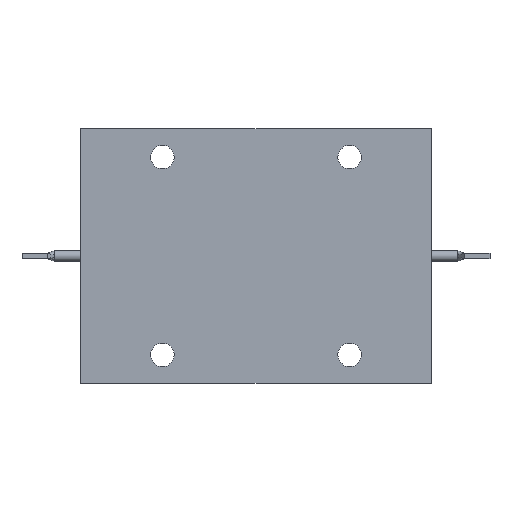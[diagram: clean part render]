
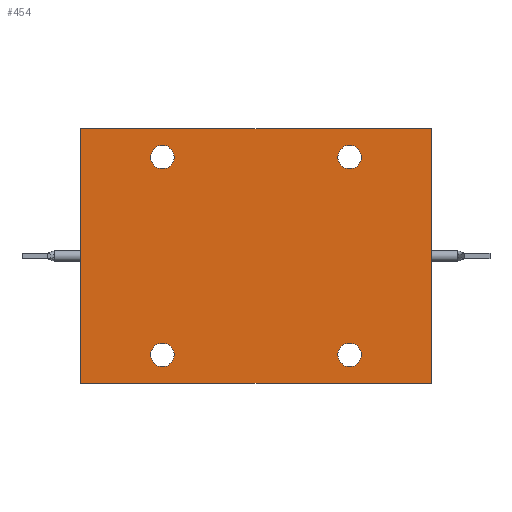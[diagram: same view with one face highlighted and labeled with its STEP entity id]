
A CAD part, front view. The second image highlights one B-rep face of the part: STEP entity #454.
In plain terms, the highlighted planar face has unit normal (0, -1, 0).
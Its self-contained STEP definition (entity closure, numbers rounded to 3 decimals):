
#5 = LINE ( 'NONE', #2414, #3924 ) ;
#20 = ORIENTED_EDGE ( 'NONE', *, *, #3724, .F. ) ;
#60 = DIRECTION ( 'NONE',  ( 0., 0., -1. ) ) ;
#68 = CARTESIAN_POINT ( 'NONE',  ( 17.5, 0., -18.5 ) ) ;
#71 = VERTEX_POINT ( 'NONE', #2106 ) ;
#85 = DIRECTION ( 'NONE',  ( 0., -1., 0. ) ) ;
#87 = DIRECTION ( 'NONE',  ( 0., -1., 0. ) ) ;
#105 = CARTESIAN_POINT ( 'NONE',  ( 17.5, 0., 18.5 ) ) ;
#119 = EDGE_CURVE ( 'NONE', #1721, #3251, #1788, .T. ) ;
#168 = FACE_BOUND ( 'NONE', #2657, .T. ) ;
#178 = DIRECTION ( 'NONE',  ( 0., 0., 1. ) ) ;
#190 = CARTESIAN_POINT ( 'NONE',  ( -32.75, 0., 0. ) ) ;
#201 = FACE_BOUND ( 'NONE', #2689, .T. ) ;
#289 = VERTEX_POINT ( 'NONE', #2845 ) ;
#298 = ORIENTED_EDGE ( 'NONE', *, *, #3333, .F. ) ;
#344 = CIRCLE ( 'NONE', #1168, 2.2 ) ;
#354 = DIRECTION ( 'NONE',  ( 0., -1., 0. ) ) ;
#365 = EDGE_CURVE ( 'NONE', #608, #71, #827, .T. ) ;
#379 = CARTESIAN_POINT ( 'NONE',  ( -17.5, 0., 18.5 ) ) ;
#382 = DIRECTION ( 'NONE',  ( 0., -1., 0. ) ) ;
#454 = ADVANCED_FACE ( 'NONE', ( #3828, #201, #2898, #168, #1413 ), #2636, .T. ) ;
#573 = CARTESIAN_POINT ( 'NONE',  ( -17.5, 0., 18.5 ) ) ;
#590 = CARTESIAN_POINT ( 'NONE',  ( -17.5, 0., -18.5 ) ) ;
#593 = CIRCLE ( 'NONE', #1489, 2.2 ) ;
#608 = VERTEX_POINT ( 'NONE', #3782 ) ;
#681 = EDGE_CURVE ( 'NONE', #3251, #1721, #835, .T. ) ;
#693 = ORIENTED_EDGE ( 'NONE', *, *, #3012, .F. ) ;
#711 = EDGE_LOOP ( 'NONE', ( #693, #298 ) ) ;
#787 = CIRCLE ( 'NONE', #1676, 2.2 ) ;
#827 = LINE ( 'NONE', #1990, #2439 ) ;
#835 = CIRCLE ( 'NONE', #3733, 2.2 ) ;
#839 = CARTESIAN_POINT ( 'NONE',  ( 17.5, 0., 20.7 ) ) ;
#880 = VERTEX_POINT ( 'NONE', #839 ) ;
#911 = EDGE_CURVE ( 'NONE', #71, #3183, #2688, .T. ) ;
#1001 = VERTEX_POINT ( 'NONE', #2532 ) ;
#1076 = DIRECTION ( 'NONE',  ( 0., -1., 0. ) ) ;
#1077 = VERTEX_POINT ( 'NONE', #1951 ) ;
#1110 = VERTEX_POINT ( 'NONE', #3480 ) ;
#1160 = VECTOR ( 'NONE', #3262, 1000. ) ;
#1168 = AXIS2_PLACEMENT_3D ( 'NONE', #3732, #382, #2826 ) ;
#1235 = ORIENTED_EDGE ( 'NONE', *, *, #2974, .F. ) ;
#1258 = CARTESIAN_POINT ( 'NONE',  ( -17.5, 0., -18.5 ) ) ;
#1281 = DIRECTION ( 'NONE',  ( 0., 0., -1. ) ) ;
#1380 = CARTESIAN_POINT ( 'NONE',  ( 32.75, 0., 0. ) ) ;
#1397 = DIRECTION ( 'NONE',  ( 0., 0., 1. ) ) ;
#1413 = FACE_OUTER_BOUND ( 'NONE', #2529, .T. ) ;
#1448 = EDGE_CURVE ( 'NONE', #1110, #1614, #787, .T. ) ;
#1449 = ORIENTED_EDGE ( 'NONE', *, *, #2941, .F. ) ;
#1462 = CARTESIAN_POINT ( 'NONE',  ( 32.75, 0., 23.75 ) ) ;
#1489 = AXIS2_PLACEMENT_3D ( 'NONE', #105, #3444, #1607 ) ;
#1553 = DIRECTION ( 'NONE',  ( 0., 0., -1. ) ) ;
#1607 = DIRECTION ( 'NONE',  ( 0., 0., -1. ) ) ;
#1614 = VERTEX_POINT ( 'NONE', #3424 ) ;
#1676 = AXIS2_PLACEMENT_3D ( 'NONE', #379, #85, #1936 ) ;
#1677 = EDGE_CURVE ( 'NONE', #880, #289, #593, .T. ) ;
#1678 = CARTESIAN_POINT ( 'NONE',  ( -32.75, 0., -23.75 ) ) ;
#1721 = VERTEX_POINT ( 'NONE', #3881 ) ;
#1788 = CIRCLE ( 'NONE', #3469, 2.2 ) ;
#1796 = AXIS2_PLACEMENT_3D ( 'NONE', #1380, #1076, #2329 ) ;
#1818 = DIRECTION ( 'NONE',  ( -1., 0., 0. ) ) ;
#1889 = CARTESIAN_POINT ( 'NONE',  ( -17.5, 0., -20.7 ) ) ;
#1902 = ORIENTED_EDGE ( 'NONE', *, *, #119, .F. ) ;
#1936 = DIRECTION ( 'NONE',  ( 0., 0., -1. ) ) ;
#1950 = VECTOR ( 'NONE', #178, 1000. ) ;
#1951 = CARTESIAN_POINT ( 'NONE',  ( 17.5, 0., -16.3 ) ) ;
#1981 = LINE ( 'NONE', #190, #1950 ) ;
#1990 = CARTESIAN_POINT ( 'NONE',  ( 32.75, 0., 0. ) ) ;
#2044 = ORIENTED_EDGE ( 'NONE', *, *, #1677, .F. ) ;
#2106 = CARTESIAN_POINT ( 'NONE',  ( 32.75, 0., 23.75 ) ) ;
#2130 = DIRECTION ( 'NONE',  ( 0., -1., 0. ) ) ;
#2138 = ORIENTED_EDGE ( 'NONE', *, *, #2885, .F. ) ;
#2178 = ORIENTED_EDGE ( 'NONE', *, *, #681, .F. ) ;
#2329 = DIRECTION ( 'NONE',  ( 0., 0., -1. ) ) ;
#2414 = CARTESIAN_POINT ( 'NONE',  ( 32.75, 0., -23.75 ) ) ;
#2439 = VECTOR ( 'NONE', #1397, 1000. ) ;
#2449 = AXIS2_PLACEMENT_3D ( 'NONE', #68, #87, #1281 ) ;
#2529 = EDGE_LOOP ( 'NONE', ( #20, #2138, #2713, #2691 ) ) ;
#2532 = CARTESIAN_POINT ( 'NONE',  ( 17.5, 0., -20.7 ) ) ;
#2636 = PLANE ( 'NONE',  #1796 ) ;
#2657 = EDGE_LOOP ( 'NONE', ( #1902, #2178 ) ) ;
#2688 = LINE ( 'NONE', #1462, #1160 ) ;
#2689 = EDGE_LOOP ( 'NONE', ( #2044, #1235 ) ) ;
#2691 = ORIENTED_EDGE ( 'NONE', *, *, #911, .T. ) ;
#2713 = ORIENTED_EDGE ( 'NONE', *, *, #365, .T. ) ;
#2826 = DIRECTION ( 'NONE',  ( 0., 0., -1. ) ) ;
#2845 = CARTESIAN_POINT ( 'NONE',  ( 17.5, 0., 16.3 ) ) ;
#2885 = EDGE_CURVE ( 'NONE', #608, #3788, #5, .T. ) ;
#2898 = FACE_BOUND ( 'NONE', #711, .T. ) ;
#2941 = EDGE_CURVE ( 'NONE', #1614, #1110, #2959, .T. ) ;
#2959 = CIRCLE ( 'NONE', #3273, 2.2 ) ;
#2961 = AXIS2_PLACEMENT_3D ( 'NONE', #3961, #354, #60 ) ;
#2974 = EDGE_CURVE ( 'NONE', #289, #880, #344, .T. ) ;
#3012 = EDGE_CURVE ( 'NONE', #1077, #1001, #3745, .T. ) ;
#3013 = DIRECTION ( 'NONE',  ( 0., 0., -1. ) ) ;
#3155 = DIRECTION ( 'NONE',  ( 0., 0., -1. ) ) ;
#3183 = VERTEX_POINT ( 'NONE', #3530 ) ;
#3228 = EDGE_LOOP ( 'NONE', ( #3706, #1449 ) ) ;
#3251 = VERTEX_POINT ( 'NONE', #1889 ) ;
#3262 = DIRECTION ( 'NONE',  ( -1., 0., 0. ) ) ;
#3273 = AXIS2_PLACEMENT_3D ( 'NONE', #573, #3297, #3013 ) ;
#3297 = DIRECTION ( 'NONE',  ( 0., -1., 0. ) ) ;
#3333 = EDGE_CURVE ( 'NONE', #1001, #1077, #3552, .T. ) ;
#3424 = CARTESIAN_POINT ( 'NONE',  ( -17.5, 0., 16.3 ) ) ;
#3444 = DIRECTION ( 'NONE',  ( 0., -1., 0. ) ) ;
#3469 = AXIS2_PLACEMENT_3D ( 'NONE', #590, #2130, #1553 ) ;
#3480 = CARTESIAN_POINT ( 'NONE',  ( -17.5, 0., 20.7 ) ) ;
#3530 = CARTESIAN_POINT ( 'NONE',  ( -32.75, 0., 23.75 ) ) ;
#3552 = CIRCLE ( 'NONE', #2961, 2.2 ) ;
#3706 = ORIENTED_EDGE ( 'NONE', *, *, #1448, .F. ) ;
#3708 = DIRECTION ( 'NONE',  ( 0., -1., 0. ) ) ;
#3724 = EDGE_CURVE ( 'NONE', #3788, #3183, #1981, .T. ) ;
#3732 = CARTESIAN_POINT ( 'NONE',  ( 17.5, 0., 18.5 ) ) ;
#3733 = AXIS2_PLACEMENT_3D ( 'NONE', #1258, #3708, #3155 ) ;
#3745 = CIRCLE ( 'NONE', #2449, 2.2 ) ;
#3782 = CARTESIAN_POINT ( 'NONE',  ( 32.75, 0., -23.75 ) ) ;
#3788 = VERTEX_POINT ( 'NONE', #1678 ) ;
#3828 = FACE_BOUND ( 'NONE', #3228, .T. ) ;
#3881 = CARTESIAN_POINT ( 'NONE',  ( -17.5, 0., -16.3 ) ) ;
#3924 = VECTOR ( 'NONE', #1818, 1000. ) ;
#3961 = CARTESIAN_POINT ( 'NONE',  ( 17.5, 0., -18.5 ) ) ;
